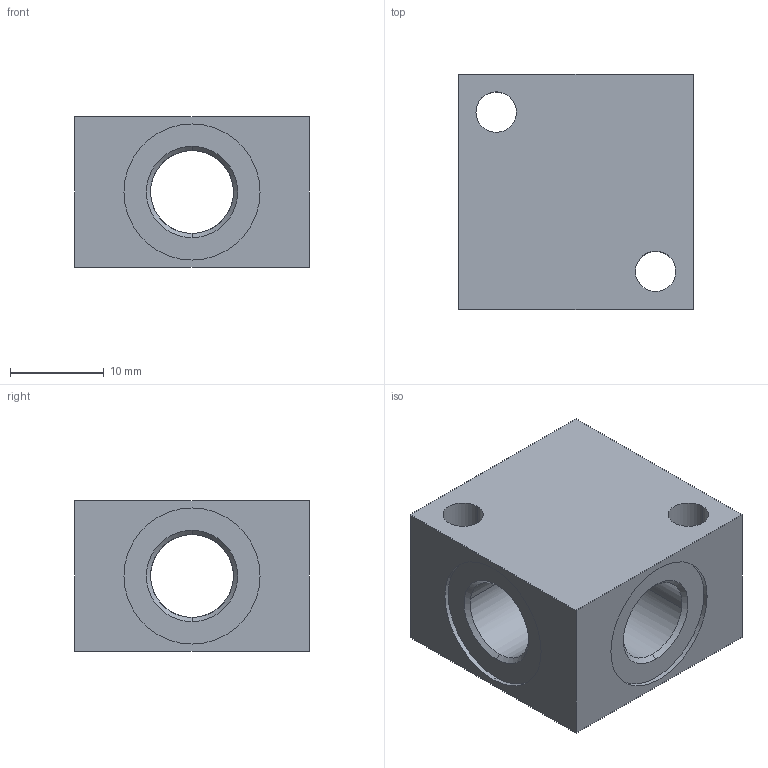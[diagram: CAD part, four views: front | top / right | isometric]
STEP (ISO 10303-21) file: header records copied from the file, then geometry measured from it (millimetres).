
FILE_DESCRIPTION(/* description */ ('VariCAD 2016-1.04 AP-214'),/* implementation_level */ '2;1');
FILE_NAME(/* name */ 'vb_418_a.stp',/* time_stamp */ '2016-06-16T08:52:21+02:00',/* author */ (''),/* organization */ (''),/* preprocessor_version */ 'ST-DEVELOPER v14',/* originating_system */ 'VariCAD 2016-1.04; kernel version (20130303)',/* authorisation */ '');
FILE_SCHEMA (('AUTOMOTIVE_DESIGN'));
Length unit declared in the file: millimetre
Products named in the file (2): vb_418_a; 460-18
Assembly tree (1 placements, depth 2):
  vb_418_a
    460-18
Bounding box: 25 x 25 x 16 mm (x, y, z)
Volume: 6716.4 mm3; surface area: 4061.5 mm2
Topology: 1 solids, 1 shells, 38 faces, 96 edges, 62 vertices
Faces by surface type: cylinder 20, plane 10, cone 8
Entity records: 1306 total; most frequent: CARTESIAN_POINT 288, DIRECTION 220, ORIENTED_EDGE 192, EDGE_CURVE 96, AXIS2_PLACEMENT_3D 90, VERTEX_POINT 62, EDGE_LOOP 50, CIRCLE 48
